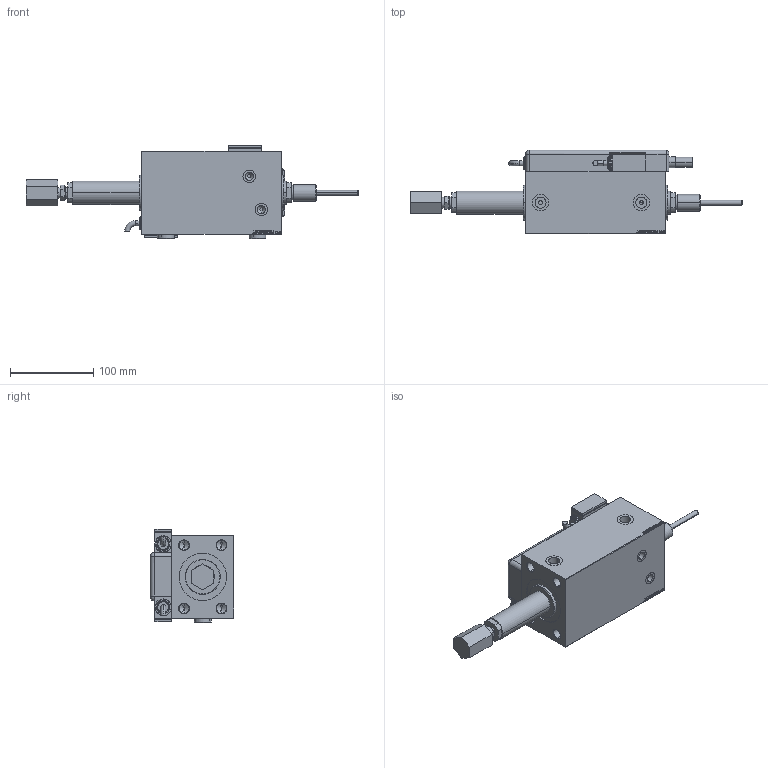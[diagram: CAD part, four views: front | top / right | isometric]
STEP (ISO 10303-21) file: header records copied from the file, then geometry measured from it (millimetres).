
FILE_DESCRIPTION (( 'STEP AP203' ), '1' );
FILE_NAME ('9066.STEP', '2023-03-16T13:27:38', ( '' ), ( '' ), 'SwSTEP 2.0', 'SolidWorks 2019', '' );
FILE_SCHEMA (( 'CONFIG_CONTROL_DESIGN' ));
Length unit declared in the file: millimetre
Products named in the file (12): V450DCP_B_VCP cd00a00a6c0d479a10a2ba9cfd7897b5; 9066; V450DCP_B_RodCooling_ACCESSORIES cd00a00a6c0d479a10a2ba9cfd7897b5; V450DCP_VC_B cd00a00a6c0d479a10a2ba9cfd7897b5; TYC cd00a00a6c0d479a10a2ba9cfd7897b5; PLUG cd00a00a6c0d479a10a2ba9cfd7897b5; MAGNETIC SWITCH Q cd00a00a6c0d479a10a2ba9cfd7897b5; KRYT cd00a00a6c0d479a10a2ba9cfd7897b5; SWITCH Q cd00a00a6c0d479a10a2ba9cfd7897b5; SWITCH_Q_FRONT_BACK cd00a00a6c0d479a10a2ba9cfd7897b5; V450DCP_B_Body cd00a00a6c0d479a10a2ba9cfd7897b5; V450CP_MALE_METRIC cd00a00a6c0d479a10a2ba9cfd7897b5
Assembly tree (13 placements, depth 3):
  9066
    V450DCP_B_Body cd00a00a6c0d479a10a2ba9cfd7897b5
    V450DCP_B_VCP cd00a00a6c0d479a10a2ba9cfd7897b5
    V450DCP_VC_B cd00a00a6c0d479a10a2ba9cfd7897b5
    V450DCP_B_RodCooling_ACCESSORIES cd00a00a6c0d479a10a2ba9cfd7897b5
    MAGNETIC SWITCH Q cd00a00a6c0d479a10a2ba9cfd7897b5
      SWITCH_Q_FRONT_BACK cd00a00a6c0d479a10a2ba9cfd7897b5
      TYC cd00a00a6c0d479a10a2ba9cfd7897b5
      KRYT cd00a00a6c0d479a10a2ba9cfd7897b5
      SWITCH Q cd00a00a6c0d479a10a2ba9cfd7897b5  x2
    V450CP_MALE_METRIC cd00a00a6c0d479a10a2ba9cfd7897b5
    PLUG cd00a00a6c0d479a10a2ba9cfd7897b5  x2
Bounding box: 399.2 x 100.8 x 111.9 mm (x, y, z)
Volume: 1378110.6 mm3; surface area: 239805.4 mm2
Topology: 13 solids, 13 shells, 1376 faces, 3440 edges, 2242 vertices
Faces by surface type: plane 652, bspline 471, cylinder 157, cone 68, torus 26, sphere 2
Entity records: 62660 total; most frequent: CARTESIAN_POINT 32783, ORIENTED_EDGE 6576, DIRECTION 4420, EDGE_CURVE 3288, VERTEX_POINT 2158, LINE 1938, VECTOR 1938, EDGE_LOOP 1502
